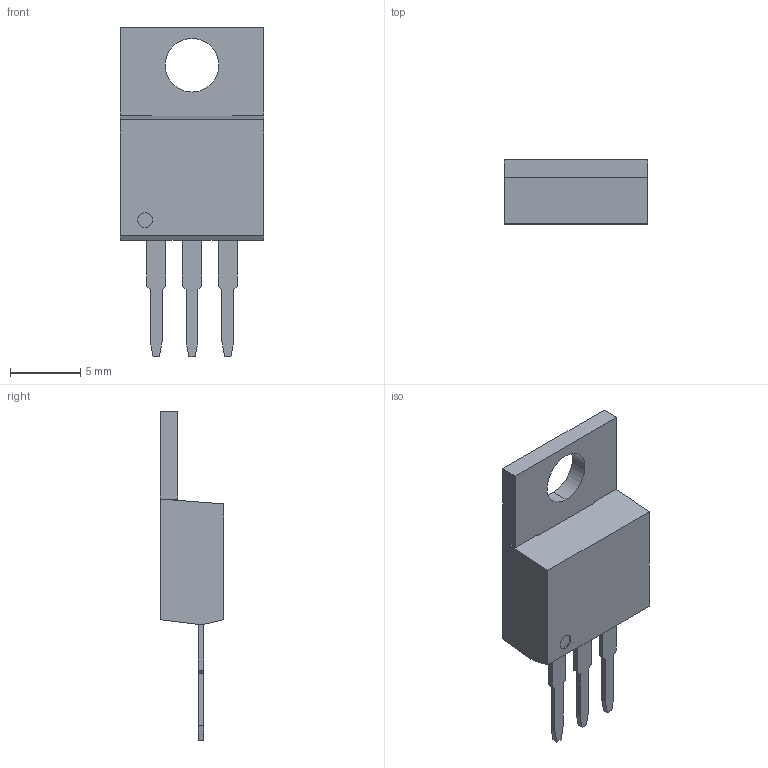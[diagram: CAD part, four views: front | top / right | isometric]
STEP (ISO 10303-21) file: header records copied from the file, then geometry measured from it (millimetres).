
FILE_DESCRIPTION (( 'STEP AP214' ), '1' );
FILE_NAME ('TO-220-3_L10.0-W4.5-P2.54-L.STEP', '2025-04-18T04:01:35', ( '' ), ( '' ), 'SwSTEP 2.0', 'SolidWorks 2021', '' );
FILE_SCHEMA (( 'AUTOMOTIVE_DESIGN' ));
Length unit declared in the file: millimetre
Products named in the file (1): TO-220-3_L10.0-W4.5-P2.54-L
Bounding box: 10.2 x 4.54 x 23.36 mm (x, y, z)
Volume: 472.3 mm3; surface area: 715.2 mm2
Topology: 2 solids, 2 shells, 295 faces, 801 edges, 530 vertices
Faces by surface type: plane 193, bspline 98, cylinder 4
Entity records: 12991 total; most frequent: CARTESIAN_POINT 2933, ORIENTED_EDGE 1602, DIRECTION 1005, EDGE_CURVE 801, VECTOR 593, LINE 593, VERTEX_POINT 530, EDGE_LOOP 317
